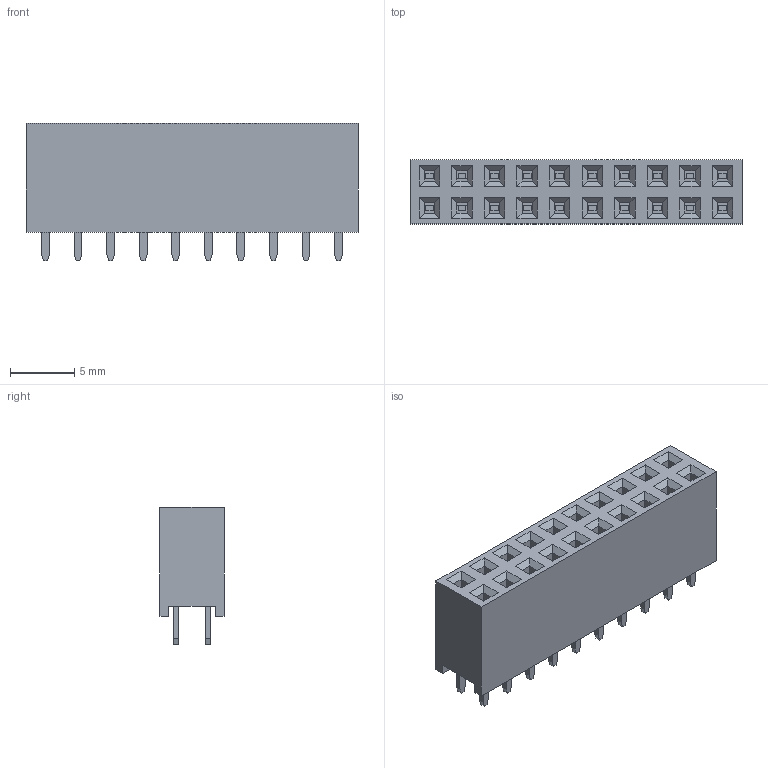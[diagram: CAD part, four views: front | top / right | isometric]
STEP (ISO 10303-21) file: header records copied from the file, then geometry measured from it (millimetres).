
FILE_DESCRIPTION (( 'STEP AP214' ), '1' );
FILE_NAME ('PBD-20.STEP', '2021-07-16T09:34:12', ( 'Elessar' ), ( '' ), 'SwSTEP 2.0', 'SolidWorks 2018', '' );
FILE_SCHEMA (( 'AUTOMOTIVE_DESIGN' ));
Length unit declared in the file: millimetre
Products named in the file (1): PBD-20
Bounding box: 25.9 x 5 x 10.7 mm (x, y, z)
Volume: 952.7 mm3; surface area: 1417.2 mm2
Topology: 1 solids, 1 shells, 490 faces, 1264 edges, 816 vertices
Faces by surface type: plane 490
Entity records: 17602 total; most frequent: CARTESIAN_POINT 2571, ORIENTED_EDGE 2528, DIRECTION 2246, EDGE_CURVE 1264, LINE 1264, VECTOR 1264, VERTEX_POINT 816, EDGE_LOOP 530
